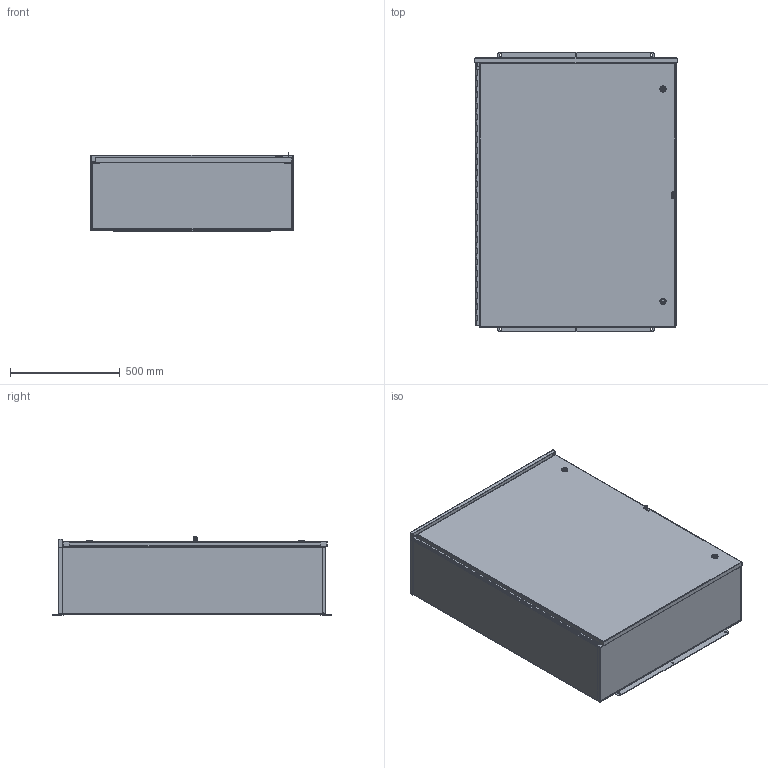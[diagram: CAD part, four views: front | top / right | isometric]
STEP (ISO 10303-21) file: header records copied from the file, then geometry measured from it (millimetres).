
FILE_DESCRIPTION(/* description */ ('RHC, BLR, MEDIUM, CS, 48X36X12'),/* implementation_level */ '2;1');
FILE_NAME(/* name */ 'RHC483612.stp',/* time_stamp */ '2017-02-20T20:03:10+06:00',/* author */ ('bjayachandran'),/* organization */ (''),/* preprocessor_version */ 'ST-DEVELOPER v16.1',/* originating_system */ 'Autodesk Inventor 2016',/* authorisation */ '');
FILE_SCHEMA (('AUTOMOTIVE_DESIGN { 1 0 10303 214 3 1 1 }'));
Length unit declared in the file: inch
Products named in the file (25): RHC483612BLR; RHC36TOP; RHC3612BTM; RHC4836LID; RHC3612CAP; 34887; 3889; HFW384001; HFW369107; 1000-101-GPF_GPD; 1000-02; 1000-u45_asm; 1000-318; 1000-03; 1000-277-01; 1000-u142_asm; 1000-23; 1000-14_prt; HFW351146; 328115T; 328115L; 328115P; 328115; HFW351146_1; RHC-assm
Assembly tree (36 placements, depth 4):
  RHC-assm
    RHC483612BLR
    RHC36TOP
    RHC3612BTM
    RHC4836LID
    RHC3612CAP
    34887  x2
    3889  x8
    HFW384001
    HFW369107
    HFW351146
      1000-u45_asm
        1000-101-GPF_GPD
        1000-02
      1000-u142_asm
        1000-318
        1000-03
        1000-277-01
      1000-23
      1000-14_prt
    328115
      328115T
      328115L
      328115P
    HFW351146_1
      1000-u45_asm
        1000-101-GPF_GPD
        1000-02
      1000-u142_asm
        1000-318
        1000-03
        1000-277-01
      1000-23
      1000-14_prt
Bounding box: 919.75 x 1270 x 355.9 mm (x, y, z)
Volume: 7784304.5 mm3; surface area: 8197609.9 mm2
Topology: 34 solids, 34 shells, 1664 faces, 4186 edges, 2641 vertices
Faces by surface type: plane 951, cylinder 561, bspline 73, cone 35, torus 35, sphere 9
Full cylindrical faces by diameter (mm): 3.048 x15, 3.175 x1, 4.762 x1, 5 x2, 5.029 x1, 5.105 x1, 6 x2, 8.382 x16, 9.9 x2, 10 x2, 10.2 x2, 11.05 x2, 11.112 x1, 12.8 x2, 13.5 x2, 15.2 x2, 15.8 x2, 15.875 x8, 16.1 x2, 19.8 x2, 23 x2, 27 x2, 28 x2
Entity records: 40307 total; most frequent: CARTESIAN_POINT 9631, DIRECTION 6154, ORIENTED_EDGE 6028, EDGE_CURVE 3014, AXIS2_PLACEMENT_3D 2055, LINE 2044, VECTOR 2044, VERTEX_POINT 1933
